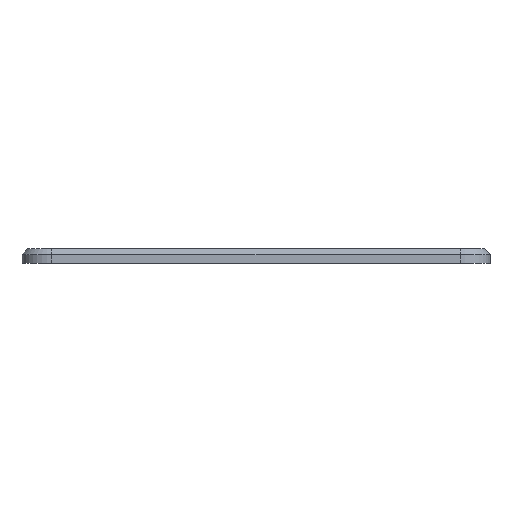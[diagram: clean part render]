
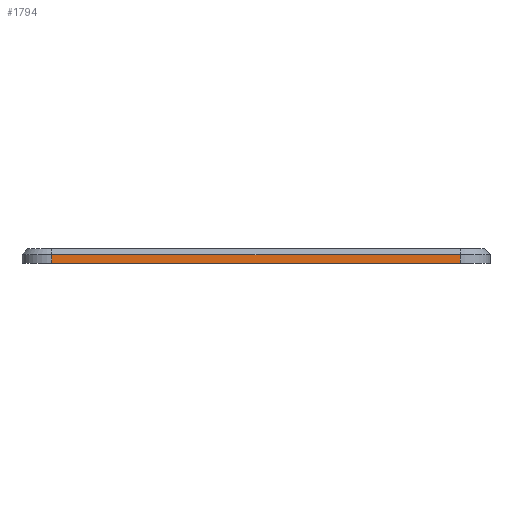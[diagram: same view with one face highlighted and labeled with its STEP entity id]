
A CAD part, front view. The second image highlights one B-rep face of the part: STEP entity #1794.
In plain terms, the highlighted planar face has unit normal (0, -1, 0).
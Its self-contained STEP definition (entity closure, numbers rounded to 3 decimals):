
#113=PLANE('',#1948);
#168=FACE_OUTER_BOUND('',#295,.T.);
#295=EDGE_LOOP('',(#1424,#1425,#1426,#1427));
#577=LINE('',#4601,#687);
#578=LINE('',#4606,#688);
#579=LINE('',#4610,#689);
#580=LINE('',#4611,#690);
#687=VECTOR('',#2289,10.);
#688=VECTOR('',#2296,10.);
#689=VECTOR('',#2301,10.);
#690=VECTOR('',#2302,10.);
#854=VERTEX_POINT('',#4595);
#855=VERTEX_POINT('',#4599);
#856=VERTEX_POINT('',#4605);
#857=VERTEX_POINT('',#4609);
#1062=EDGE_CURVE('',#854,#855,#577,.T.);
#1064=EDGE_CURVE('',#855,#856,#578,.T.);
#1066=EDGE_CURVE('',#857,#854,#579,.T.);
#1067=EDGE_CURVE('',#856,#857,#580,.T.);
#1424=ORIENTED_EDGE('',*,*,#1062,.F.);
#1425=ORIENTED_EDGE('',*,*,#1066,.F.);
#1426=ORIENTED_EDGE('',*,*,#1067,.F.);
#1427=ORIENTED_EDGE('',*,*,#1064,.F.);
#1794=ADVANCED_FACE('',(#168),#113,.T.);
#1948=AXIS2_PLACEMENT_3D('',#4608,#2299,#2300);
#2289=DIRECTION('',(1.,0.,0.));
#2296=DIRECTION('',(0.,0.,-1.));
#2299=DIRECTION('center_axis',(0.,-1.,0.));
#2300=DIRECTION('ref_axis',(-1.,0.,0.));
#2301=DIRECTION('',(0.,0.,1.));
#2302=DIRECTION('',(-1.,0.,0.));
#4595=CARTESIAN_POINT('',(-211.592,-235.826,-52.));
#4599=CARTESIAN_POINT('',(62.676,-235.826,-52.));
#4601=CARTESIAN_POINT('',(4.109,-235.826,-52.));
#4605=CARTESIAN_POINT('',(62.676,-235.826,-58.));
#4606=CARTESIAN_POINT('',(62.676,-235.826,-48.));
#4608=CARTESIAN_POINT('Origin',(82.676,-235.826,-48.));
#4609=CARTESIAN_POINT('',(-211.592,-235.826,-58.));
#4610=CARTESIAN_POINT('',(-211.592,-235.826,-48.));
#4611=CARTESIAN_POINT('',(-231.592,-235.826,-58.));
